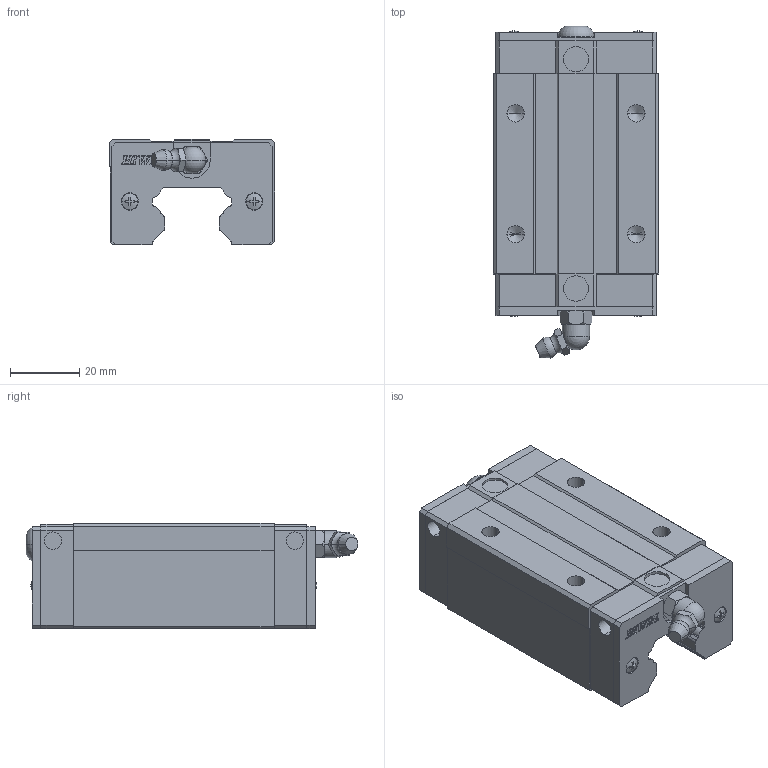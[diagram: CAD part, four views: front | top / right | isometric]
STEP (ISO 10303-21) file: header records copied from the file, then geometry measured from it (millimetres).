
FILE_DESCRIPTION(/* description */ ('Alibre Inc.'),/* implementation_level */ '2;1');
FILE_NAME(/* name */ 'export-0BB6D481-C17F-43F4-9813-7F6EC9BC9D43',/* time_stamp */ '2019-03-15T16:37:04+01:00',/* author */ (''),/* organization */ (''),/* preprocessor_version */ 'ST-DEVELOPER v17',/* originating_system */ 'Alibre',/* authorisation */ '');
FILE_SCHEMA (('AUTOMOTIVE_DESIGN'));
Length unit declared in the file: millimetre
Bounding box: 48 x 96.11 x 30.5 mm (x, y, z)
Volume: 90077.1 mm3; surface area: 19582.6 mm2
Topology: 1 solids, 4 shells, 643 faces, 1754 edges, 1148 vertices
Faces by surface type: plane 437, cylinder 140, cone 46, torus 18, sphere 2
Entity records: 20576 total; most frequent: CARTESIAN_POINT 4366, ORIENTED_EDGE 3484, DIRECTION 2686, EDGE_CURVE 1742, VECTOR 1268, LINE 1268, VERTEX_POINT 1146, AXIS2_PLACEMENT_3D 928
